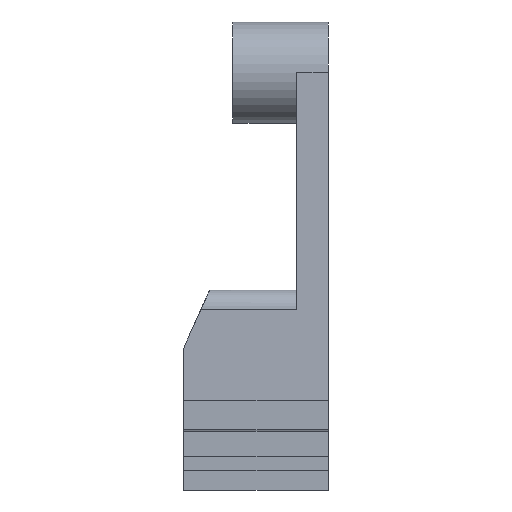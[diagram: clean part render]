
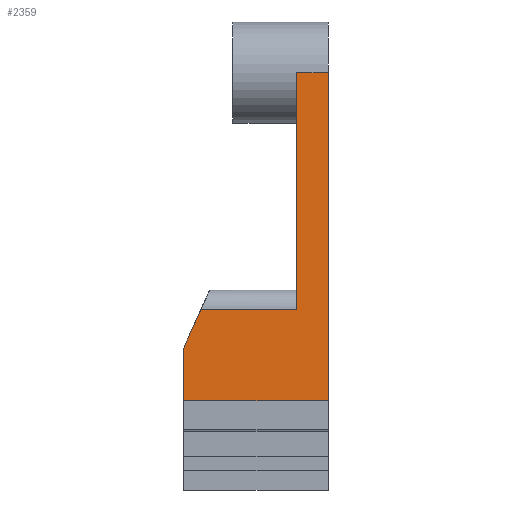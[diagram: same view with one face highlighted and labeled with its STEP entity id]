
A CAD part, left-side view. The second image highlights one B-rep face of the part: STEP entity #2359.
In plain terms, the highlighted planar face has unit normal (-1, 0, 0.019).
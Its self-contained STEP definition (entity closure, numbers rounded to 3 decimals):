
#5 = CARTESIAN_POINT ( 'NONE',  ( -19.72, 3., 16.224 ) ) ;
#18 = VERTEX_POINT ( 'NONE', #1871 ) ;
#34 = EDGE_CURVE ( 'NONE', #1956, #801, #518, .T. ) ;
#84 = CARTESIAN_POINT ( 'NONE',  ( -20.145, 10.8, -6.413 ) ) ;
#109 = VERTEX_POINT ( 'NONE', #84 ) ;
#132 = EDGE_CURVE ( 'NONE', #801, #2148, #2136, .T. ) ;
#258 = CARTESIAN_POINT ( 'NONE',  ( -19.72, 0.8, 16.224 ) ) ;
#285 = EDGE_CURVE ( 'NONE', #109, #420, #982, .T. ) ;
#286 = DIRECTION ( 'NONE',  ( 0.019, 0., 1. ) ) ;
#287 = VECTOR ( 'NONE', #2002, 1000. ) ;
#326 = EDGE_CURVE ( 'NONE', #2148, #109, #1252, .T. ) ;
#413 = CARTESIAN_POINT ( 'NONE',  ( -20.027, 3., -0.101 ) ) ;
#414 = CARTESIAN_POINT ( 'NONE',  ( -20.027, 9., -0.101 ) ) ;
#420 = VERTEX_POINT ( 'NONE', #1275 ) ;
#432 = DIRECTION ( 'NONE',  ( 0., 1., 0. ) ) ;
#462 = ORIENTED_EDGE ( 'NONE', *, *, #326, .T. ) ;
#489 = VECTOR ( 'NONE', #432, 1000. ) ;
#518 = LINE ( 'NONE', #414, #489 ) ;
#556 = ORIENTED_EDGE ( 'NONE', *, *, #132, .T. ) ;
#598 = VECTOR ( 'NONE', #1495, 1000. ) ;
#636 = CARTESIAN_POINT ( 'NONE',  ( -20.077, 10.8, -2.792 ) ) ;
#685 = LINE ( 'NONE', #1966, #2094 ) ;
#722 = LINE ( 'NONE', #2198, #287 ) ;
#801 = VERTEX_POINT ( 'NONE', #1445 ) ;
#865 = CARTESIAN_POINT ( 'NONE',  ( -20.002, 10.8, 1.224 ) ) ;
#957 = ORIENTED_EDGE ( 'NONE', *, *, #1804, .F. ) ;
#965 = ORIENTED_EDGE ( 'NONE', *, *, #285, .T. ) ;
#975 = EDGE_CURVE ( 'NONE', #1672, #420, #722, .T. ) ;
#979 = PLANE ( 'NONE',  #2256 ) ;
#982 = LINE ( 'NONE', #1426, #2018 ) ;
#1111 = VECTOR ( 'NONE', #2279, 1000. ) ;
#1252 = LINE ( 'NONE', #865, #1370 ) ;
#1275 = CARTESIAN_POINT ( 'NONE',  ( -20.145, 0.8, -6.413 ) ) ;
#1370 = VECTOR ( 'NONE', #1955, 1000. ) ;
#1426 = CARTESIAN_POINT ( 'NONE',  ( -20.145, 11.6, -6.413 ) ) ;
#1445 = CARTESIAN_POINT ( 'NONE',  ( -20.027, 9.594, -0.101 ) ) ;
#1495 = DIRECTION ( 'NONE',  ( 0., -1., 0. ) ) ;
#1672 = VERTEX_POINT ( 'NONE', #258 ) ;
#1710 = EDGE_LOOP ( 'NONE', ( #556, #462, #965, #2168, #1834, #957, #1974 ) ) ;
#1804 = EDGE_CURVE ( 'NONE', #1956, #18, #685, .T. ) ;
#1834 = ORIENTED_EDGE ( 'NONE', *, *, #2022, .F. ) ;
#1871 = CARTESIAN_POINT ( 'NONE',  ( -19.72, 3., 16.224 ) ) ;
#1879 = CARTESIAN_POINT ( 'NONE',  ( -20.018, 11.6, 0.376 ) ) ;
#1905 = DIRECTION ( 'NONE',  ( 1., 0., -0.019 ) ) ;
#1955 = DIRECTION ( 'NONE',  ( -0.019, 0., -1. ) ) ;
#1956 = VERTEX_POINT ( 'NONE', #413 ) ;
#1966 = CARTESIAN_POINT ( 'NONE',  ( -20.018, 3., 0.376 ) ) ;
#1974 = ORIENTED_EDGE ( 'NONE', *, *, #34, .T. ) ;
#2002 = DIRECTION ( 'NONE',  ( -0.019, 0., -1. ) ) ;
#2018 = VECTOR ( 'NONE', #2342, 1000. ) ;
#2022 = EDGE_CURVE ( 'NONE', #18, #1672, #2096, .T. ) ;
#2094 = VECTOR ( 'NONE', #286, 1000. ) ;
#2096 = LINE ( 'NONE', #5, #598 ) ;
#2097 = DIRECTION ( 'NONE',  ( -0.019, 0., -1. ) ) ;
#2136 = LINE ( 'NONE', #2285, #1111 ) ;
#2148 = VERTEX_POINT ( 'NONE', #636 ) ;
#2168 = ORIENTED_EDGE ( 'NONE', *, *, #975, .F. ) ;
#2198 = CARTESIAN_POINT ( 'NONE',  ( -19.72, 0.8, 16.224 ) ) ;
#2224 = FACE_OUTER_BOUND ( 'NONE', #1710, .T. ) ;
#2256 = AXIS2_PLACEMENT_3D ( 'NONE', #1879, #1905, #2097 ) ;
#2279 = DIRECTION ( 'NONE',  ( -0.017, 0.409, -0.912 ) ) ;
#2285 = CARTESIAN_POINT ( 'NONE',  ( -19.996, 8.86, 1.536 ) ) ;
#2342 = DIRECTION ( 'NONE',  ( 0., -1., 0. ) ) ;
#2359 = ADVANCED_FACE ( 'NONE', ( #2224 ), #979, .F. ) ;
